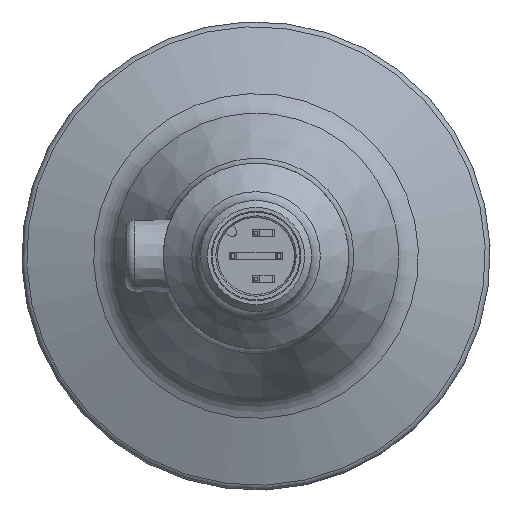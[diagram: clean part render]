
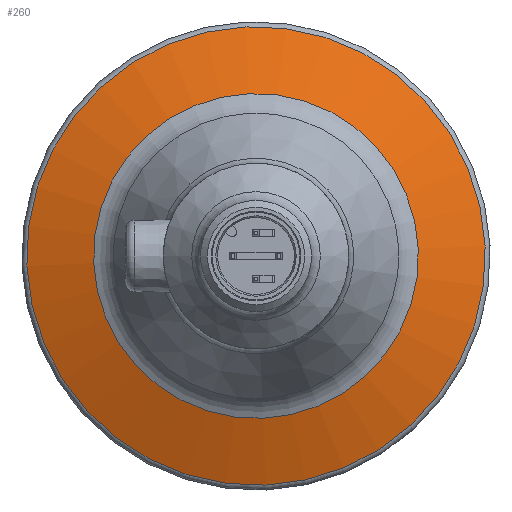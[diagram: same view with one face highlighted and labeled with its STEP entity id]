
A CAD part, left-side view. The second image highlights one B-rep face of the part: STEP entity #260.
In plain terms, the highlighted conical face has half-angle 70 degrees and reference radius 10 mm.
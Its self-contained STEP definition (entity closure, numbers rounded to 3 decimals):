
#260 = ADVANCED_FACE( '', ( #585, #586 ), #587, .T. );
#585 = FACE_BOUND( '', #963, .T. );
#586 = FACE_OUTER_BOUND( '', #964, .T. );
#587 = CONICAL_SURFACE( '', #965, 10., 1.222 );
#963 = EDGE_LOOP( '', ( #1609 ) );
#964 = EDGE_LOOP( '', ( #1610 ) );
#965 = AXIS2_PLACEMENT_3D( '', #1611, #1612, #1613 );
#1609 = ORIENTED_EDGE( '', *, *, #2185, .T. );
#1610 = ORIENTED_EDGE( '', *, *, #2326, .T. );
#1611 = CARTESIAN_POINT( '', ( -8.401, 0., 0. ) );
#1612 = DIRECTION( '', ( 1., 0., 0. ) );
#1613 = DIRECTION( '', ( 0., -0.383, -0.924 ) );
#2185 = EDGE_CURVE( '', #2623, #2623, #2624, .F. );
#2326 = EDGE_CURVE( '', #2841, #2841, #2842, .T. );
#2623 = VERTEX_POINT( '', #3281 );
#2624 = CIRCLE( '', #3282, 17.508 );
#2841 = VERTEX_POINT( '', #3566 );
#2842 = CIRCLE( '', #3567, 24.724 );
#3281 = CARTESIAN_POINT( '', ( -5.668, 6.7, 16.175 ) );
#3282 = AXIS2_PLACEMENT_3D( '', #3908, #3909, #3910 );
#3566 = CARTESIAN_POINT( '', ( -3.042, 9.461, 22.842 ) );
#3567 = AXIS2_PLACEMENT_3D( '', #4080, #4081, #4082 );
#3908 = CARTESIAN_POINT( '', ( -5.668, 0., 0. ) );
#3909 = DIRECTION( '', ( -1., 0., 0. ) );
#3910 = DIRECTION( '', ( 0., 0.383, 0.924 ) );
#4080 = CARTESIAN_POINT( '', ( -3.042, 0., 0. ) );
#4081 = DIRECTION( '', ( -1., 0., 0. ) );
#4082 = DIRECTION( '', ( 0., 0.383, 0.924 ) );
